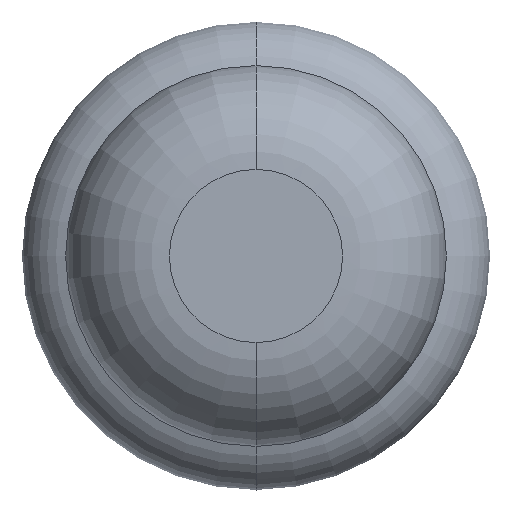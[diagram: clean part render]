
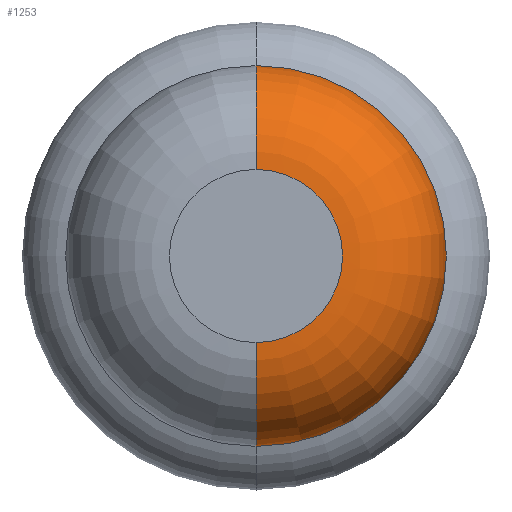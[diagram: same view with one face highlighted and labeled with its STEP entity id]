
A CAD part, front view. The second image highlights one B-rep face of the part: STEP entity #1253.
In plain terms, the highlighted toroidal (fillet/blend) face has major radius 0.375 mm and minor radius 0.45 mm.
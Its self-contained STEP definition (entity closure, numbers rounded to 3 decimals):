
#374 = CIRCLE ( 'NONE', #1532, 0.45 ) ;
#464 = AXIS2_PLACEMENT_3D ( 'NONE', #763, #1383, #472 ) ;
#472 = DIRECTION ( 'NONE',  ( 0., 0., 1. ) ) ;
#518 = AXIS2_PLACEMENT_3D ( 'NONE', #3558, #1445, #844 ) ;
#537 = CARTESIAN_POINT ( 'NONE',  ( 0., -23.25, 0. ) ) ;
#763 = CARTESIAN_POINT ( 'NONE',  ( 0., -23.25, 0. ) ) ;
#836 = VERTEX_POINT ( 'NONE', #1613 ) ;
#844 = DIRECTION ( 'NONE',  ( 0., 0., -1. ) ) ;
#932 = ORIENTED_EDGE ( 'NONE', *, *, #2106, .F. ) ;
#1137 = ORIENTED_EDGE ( 'NONE', *, *, #1980, .T. ) ;
#1143 = VERTEX_POINT ( 'NONE', #3041 ) ;
#1253 = ADVANCED_FACE ( 'NONE', ( #3183 ), #3622, .T. ) ;
#1383 = DIRECTION ( 'NONE',  ( 0., 1., 0. ) ) ;
#1415 = CARTESIAN_POINT ( 'NONE',  ( 0., -23.7, 0. ) ) ;
#1445 = DIRECTION ( 'NONE',  ( 1., 0., 0. ) ) ;
#1532 = AXIS2_PLACEMENT_3D ( 'NONE', #1584, #3100, #1878 ) ;
#1584 = CARTESIAN_POINT ( 'NONE',  ( 0., -23.25, 0.375 ) ) ;
#1587 = CIRCLE ( 'NONE', #1880, 0.825 ) ;
#1613 = CARTESIAN_POINT ( 'NONE',  ( 0., -23.25, -0.825 ) ) ;
#1737 = DIRECTION ( 'NONE',  ( 0., 0., 1. ) ) ;
#1878 = DIRECTION ( 'NONE',  ( 0., 0., 1. ) ) ;
#1880 = AXIS2_PLACEMENT_3D ( 'NONE', #537, #2661, #2956 ) ;
#1958 = EDGE_CURVE ( 'NONE', #1143, #3348, #2655, .T. ) ;
#1973 = EDGE_LOOP ( 'NONE', ( #3241, #1137, #2472, #932 ) ) ;
#1980 = EDGE_CURVE ( 'NONE', #3348, #836, #2326, .T. ) ;
#2106 = EDGE_CURVE ( 'NONE', #1143, #3874, #374, .T. ) ;
#2326 = CIRCLE ( 'NONE', #518, 0.45 ) ;
#2372 = CARTESIAN_POINT ( 'NONE',  ( 0., -23.25, 0.825 ) ) ;
#2472 = ORIENTED_EDGE ( 'NONE', *, *, #3913, .F. ) ;
#2652 = DIRECTION ( 'NONE',  ( 0., 1., 0. ) ) ;
#2655 = CIRCLE ( 'NONE', #3635, 0.375 ) ;
#2661 = DIRECTION ( 'NONE',  ( 0., 1., 0. ) ) ;
#2956 = DIRECTION ( 'NONE',  ( 0., 0., 1. ) ) ;
#3025 = CARTESIAN_POINT ( 'NONE',  ( 0., -23.7, -0.375 ) ) ;
#3041 = CARTESIAN_POINT ( 'NONE',  ( 0., -23.7, 0.375 ) ) ;
#3100 = DIRECTION ( 'NONE',  ( -1., 0., 0. ) ) ;
#3183 = FACE_OUTER_BOUND ( 'NONE', #1973, .T. ) ;
#3241 = ORIENTED_EDGE ( 'NONE', *, *, #1958, .T. ) ;
#3348 = VERTEX_POINT ( 'NONE', #3025 ) ;
#3558 = CARTESIAN_POINT ( 'NONE',  ( 0., -23.25, -0.375 ) ) ;
#3622 = TOROIDAL_SURFACE ( 'NONE', #464, 0.375, 0.45 ) ;
#3635 = AXIS2_PLACEMENT_3D ( 'NONE', #1415, #2652, #1737 ) ;
#3874 = VERTEX_POINT ( 'NONE', #2372 ) ;
#3913 = EDGE_CURVE ( 'NONE', #3874, #836, #1587, .T. ) ;
